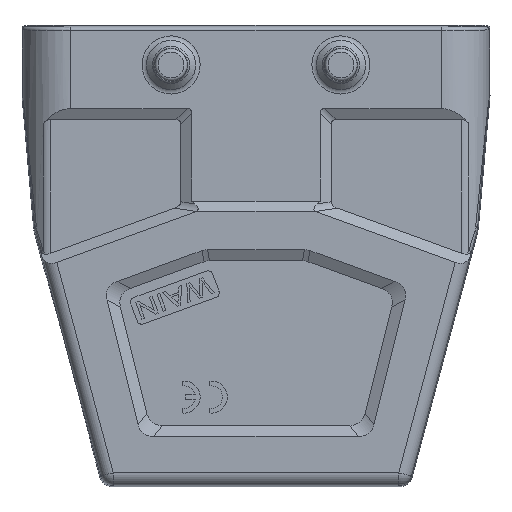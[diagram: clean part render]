
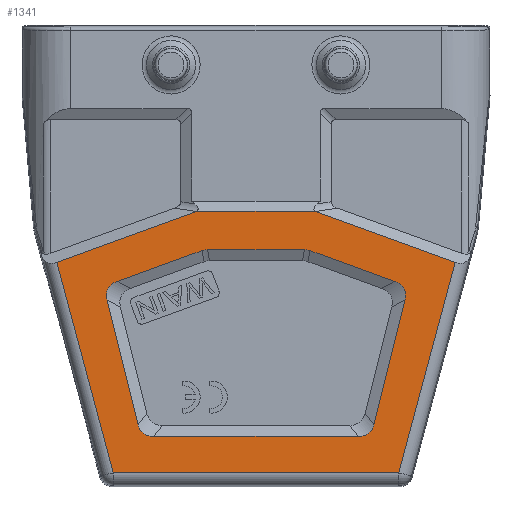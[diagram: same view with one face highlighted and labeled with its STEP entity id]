
A CAD part, front view. The second image highlights one B-rep face of the part: STEP entity #1341.
In plain terms, the highlighted planar face has unit normal (0, -1, 0).
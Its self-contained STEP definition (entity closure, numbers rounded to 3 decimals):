
#1341=ADVANCED_FACE('',(#1834,#1835),#1581,.F.);
#1581=PLANE('',#9172);
#1724=ELLIPSE('',#9154,12.156,5.);
#1725=ELLIPSE('',#9157,12.156,5.);
#1726=ELLIPSE('',#9160,12.766,5.);
#1727=ELLIPSE('',#9163,10.116,5.);
#1728=ELLIPSE('',#9166,10.116,5.);
#1729=ELLIPSE('',#9169,12.766,5.);
#1834=FACE_BOUND('',#2365,.T.);
#1835=FACE_BOUND('',#2366,.T.);
#2365=EDGE_LOOP('',(#6077,#6078,#6079,#6080,#6081,#6082,#6083,#6084,#6085,
#6086,#6087,#6088));
#2366=EDGE_LOOP('',(#6089,#6090,#6091,#6092,#6093,#6094));
#2894=LINE('',#14716,#3602);
#2896=LINE('',#14720,#3604);
#2899=LINE('',#14737,#3607);
#2908=LINE('',#14765,#3616);
#2922=LINE('',#14951,#3630);
#2923=LINE('',#14953,#3631);
#3057=LINE('',#15289,#3765);
#3060=LINE('',#15297,#3768);
#3063=LINE('',#15305,#3771);
#3066=LINE('',#15313,#3774);
#3069=LINE('',#15321,#3777);
#3071=LINE('',#15327,#3779);
#3602=VECTOR('',#11013,1.);
#3604=VECTOR('',#11019,1.);
#3607=VECTOR('',#11036,1.);
#3616=VECTOR('',#11067,1.);
#3630=VECTOR('',#11183,1.);
#3631=VECTOR('',#11186,1.);
#3765=VECTOR('',#11486,1.);
#3768=VECTOR('',#11495,1.);
#3771=VECTOR('',#11504,1.);
#3774=VECTOR('',#11513,1.);
#3777=VECTOR('',#11522,1.);
#3779=VECTOR('',#11530,1.);
#6077=ORIENTED_EDGE('',*,*,#8068,.F.);
#6078=ORIENTED_EDGE('',*,*,#8066,.T.);
#6079=ORIENTED_EDGE('',*,*,#8064,.F.);
#6080=ORIENTED_EDGE('',*,*,#8062,.F.);
#6081=ORIENTED_EDGE('',*,*,#8060,.F.);
#6082=ORIENTED_EDGE('',*,*,#8058,.T.);
#6083=ORIENTED_EDGE('',*,*,#8056,.F.);
#6084=ORIENTED_EDGE('',*,*,#8054,.F.);
#6085=ORIENTED_EDGE('',*,*,#8052,.F.);
#6086=ORIENTED_EDGE('',*,*,#8050,.F.);
#6087=ORIENTED_EDGE('',*,*,#8048,.T.);
#6088=ORIENTED_EDGE('',*,*,#8069,.F.);
#6089=ORIENTED_EDGE('',*,*,#7830,.T.);
#6090=ORIENTED_EDGE('',*,*,#7822,.T.);
#6091=ORIENTED_EDGE('',*,*,#7844,.F.);
#6092=ORIENTED_EDGE('',*,*,#7820,.F.);
#6093=ORIENTED_EDGE('',*,*,#7890,.F.);
#6094=ORIENTED_EDGE('',*,*,#7891,.T.);
#6749=VERTEX_POINT('',#14710);
#6750=VERTEX_POINT('',#14714);
#6751=VERTEX_POINT('',#14721);
#6752=VERTEX_POINT('',#14722);
#6757=VERTEX_POINT('',#14735);
#6789=VERTEX_POINT('',#14950);
#6890=VERTEX_POINT('',#15282);
#6891=VERTEX_POINT('',#15284);
#6892=VERTEX_POINT('',#15288);
#6893=VERTEX_POINT('',#15292);
#6894=VERTEX_POINT('',#15296);
#6895=VERTEX_POINT('',#15300);
#6896=VERTEX_POINT('',#15304);
#6897=VERTEX_POINT('',#15308);
#6898=VERTEX_POINT('',#15312);
#6899=VERTEX_POINT('',#15316);
#6900=VERTEX_POINT('',#15320);
#6901=VERTEX_POINT('',#15324);
#7820=EDGE_CURVE('',#6749,#6750,#2894,.T.);
#7822=EDGE_CURVE('',#6751,#6752,#2896,.T.);
#7830=EDGE_CURVE('',#6757,#6751,#2899,.T.);
#7844=EDGE_CURVE('',#6750,#6752,#2908,.T.);
#7890=EDGE_CURVE('',#6789,#6749,#2922,.T.);
#7891=EDGE_CURVE('',#6789,#6757,#2923,.T.);
#8048=EDGE_CURVE('',#6890,#6891,#1724,.T.);
#8050=EDGE_CURVE('',#6890,#6892,#3057,.T.);
#8052=EDGE_CURVE('',#6892,#6893,#1725,.T.);
#8054=EDGE_CURVE('',#6893,#6894,#3060,.T.);
#8056=EDGE_CURVE('',#6894,#6895,#1726,.T.);
#8058=EDGE_CURVE('',#6896,#6895,#3063,.T.);
#8060=EDGE_CURVE('',#6896,#6897,#1727,.T.);
#8062=EDGE_CURVE('',#6897,#6898,#3066,.T.);
#8064=EDGE_CURVE('',#6898,#6899,#1728,.T.);
#8066=EDGE_CURVE('',#6900,#6899,#3069,.T.);
#8068=EDGE_CURVE('',#6900,#6901,#1729,.T.);
#8069=EDGE_CURVE('',#6901,#6891,#3071,.T.);
#9154=AXIS2_PLACEMENT_3D('',#15285,#11481,#11482);
#9157=AXIS2_PLACEMENT_3D('',#15293,#11490,#11491);
#9160=AXIS2_PLACEMENT_3D('',#15301,#11499,#11500);
#9163=AXIS2_PLACEMENT_3D('',#15309,#11508,#11509);
#9166=AXIS2_PLACEMENT_3D('',#15317,#11517,#11518);
#9169=AXIS2_PLACEMENT_3D('',#15325,#11526,#11527);
#9172=AXIS2_PLACEMENT_3D('',#15329,#11533,#11534);
#11013=DIRECTION('',(1.,0.,0.));
#11019=DIRECTION('',(0.259,0.,0.966));
#11036=DIRECTION('',(1.,0.,0.));
#11067=DIRECTION('',(0.94,0.,-0.342));
#11183=DIRECTION('',(0.94,0.,0.342));
#11186=DIRECTION('',(0.259,0.,-0.966));
#11481=DIRECTION('',(0.,1.,0.));
#11482=DIRECTION('',(-0.624,0.,-0.782));
#11486=DIRECTION('',(1.,0.,0.));
#11490=DIRECTION('',(0.,-1.,0.));
#11491=DIRECTION('',(0.624,0.,-0.782));
#11495=DIRECTION('',(0.242,0.,0.97));
#11499=DIRECTION('',(0.,-1.,0.));
#11500=DIRECTION('',(-0.887,0.,-0.462));
#11504=DIRECTION('',(0.94,0.,-0.342));
#11508=DIRECTION('',(0.,-1.,0.));
#11509=DIRECTION('',(0.174,0.,0.985));
#11513=DIRECTION('',(-1.,0.,0.));
#11517=DIRECTION('',(0.,-1.,0.));
#11518=DIRECTION('',(-0.174,0.,0.985));
#11522=DIRECTION('',(0.94,0.,0.342));
#11526=DIRECTION('',(0.,-1.,0.));
#11527=DIRECTION('',(0.887,0.,-0.462));
#11530=DIRECTION('',(0.242,0.,-0.97));
#11533=DIRECTION('',(0.,1.,0.));
#11534=DIRECTION('',(1.,0.,0.));
#14710=CARTESIAN_POINT('',(-9.211,-22.499,-29.055));
#14714=CARTESIAN_POINT('',(9.211,-22.499,-29.055));
#14716=CARTESIAN_POINT('',(0.,-22.5,-29.057));
#14720=CARTESIAN_POINT('',(22.273,-22.5,-69.821));
#14721=CARTESIAN_POINT('',(22.273,-22.5,-69.821));
#14722=CARTESIAN_POINT('',(31.065,-22.5,-37.01));
#14735=CARTESIAN_POINT('',(-22.273,-22.5,-69.821));
#14737=CARTESIAN_POINT('',(-22.273,-22.5,-69.821));
#14765=CARTESIAN_POINT('',(22.07,-22.5,-33.736));
#14950=CARTESIAN_POINT('',(-31.065,-22.5,-37.01));
#14951=CARTESIAN_POINT('',(-22.07,-22.5,-33.736));
#14953=CARTESIAN_POINT('',(-31.065,-22.5,-37.01));
#15282=CARTESIAN_POINT('',(-15.977,-22.5,-64.151));
#15284=CARTESIAN_POINT('',(-18.398,-22.5,-62.277));
#15285=CARTESIAN_POINT('',(-9.991,-22.5,-54.151));
#15288=CARTESIAN_POINT('',(15.977,-22.5,-64.151));
#15289=CARTESIAN_POINT('',(-15.977,-22.5,-64.151));
#15292=CARTESIAN_POINT('',(18.398,-22.5,-62.277));
#15293=CARTESIAN_POINT('',(9.991,-22.5,-54.151));
#15296=CARTESIAN_POINT('',(23.224,-22.5,-42.895));
#15297=CARTESIAN_POINT('',(18.398,-22.5,-62.277));
#15300=CARTESIAN_POINT('',(21.647,-22.5,-39.967));
#15301=CARTESIAN_POINT('',(11.769,-22.5,-47.013));
#15304=CARTESIAN_POINT('',(8.414,-22.5,-35.151));
#15305=CARTESIAN_POINT('',(8.414,-22.5,-35.151));
#15308=CARTESIAN_POINT('',(7.559,-22.5,-35.));
#15309=CARTESIAN_POINT('',(6.237,-22.5,-45.));
#15312=CARTESIAN_POINT('',(-7.559,-22.5,-35.));
#15313=CARTESIAN_POINT('',(7.559,-22.5,-35.));
#15316=CARTESIAN_POINT('',(-8.414,-22.5,-35.151));
#15317=CARTESIAN_POINT('',(-6.237,-22.5,-45.));
#15320=CARTESIAN_POINT('',(-21.647,-22.5,-39.967));
#15321=CARTESIAN_POINT('',(-21.647,-22.5,-39.967));
#15324=CARTESIAN_POINT('',(-23.224,-22.5,-42.895));
#15325=CARTESIAN_POINT('',(-11.769,-22.5,-47.013));
#15327=CARTESIAN_POINT('',(-23.224,-22.5,-42.895));
#15329=CARTESIAN_POINT('',(0.,-22.5,0.));
